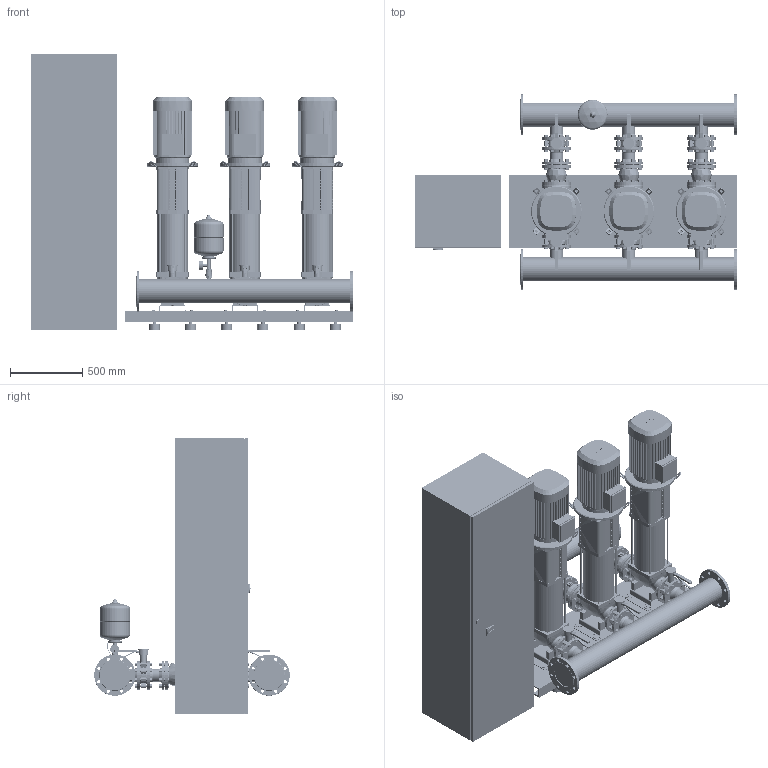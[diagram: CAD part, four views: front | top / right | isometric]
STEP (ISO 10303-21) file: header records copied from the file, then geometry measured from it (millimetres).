
FILE_DESCRIPTION((''),'2;1');
FILE_NAME('3d_CO-3HELIXV5204_2_K_CC-02-2530676.stp','2016-01-25T09:51:55',(''),(''),'Mechanical Desktop 2009','Mechanical Desktop 2009',', , ');
FILE_SCHEMA(('CONFIG_CONTROL_DESIGN'));
Length unit declared in the file: millimetre
Products named in the file (1): Product
Bounding box: 2230 x 1351 x 1900 mm (x, y, z)
Volume: 877366363.4 mm3; surface area: 22893405.4 mm2
Topology: 284 solids, 284 shells, 9254 faces, 23138 edges, 14925 vertices
Faces by surface type: bspline 3871, plane 2551, cylinder 2025, torus 477, cone 280, sphere 50
Entity records: 320996 total; most frequent: CARTESIAN_POINT 105625, ORIENTED_EDGE 46180, DIRECTION 41091, EDGE_CURVE 23090, VERTEX_POINT 14924, AXIS2_PLACEMENT_3D 13801, VECTOR 13489, LINE 13489
